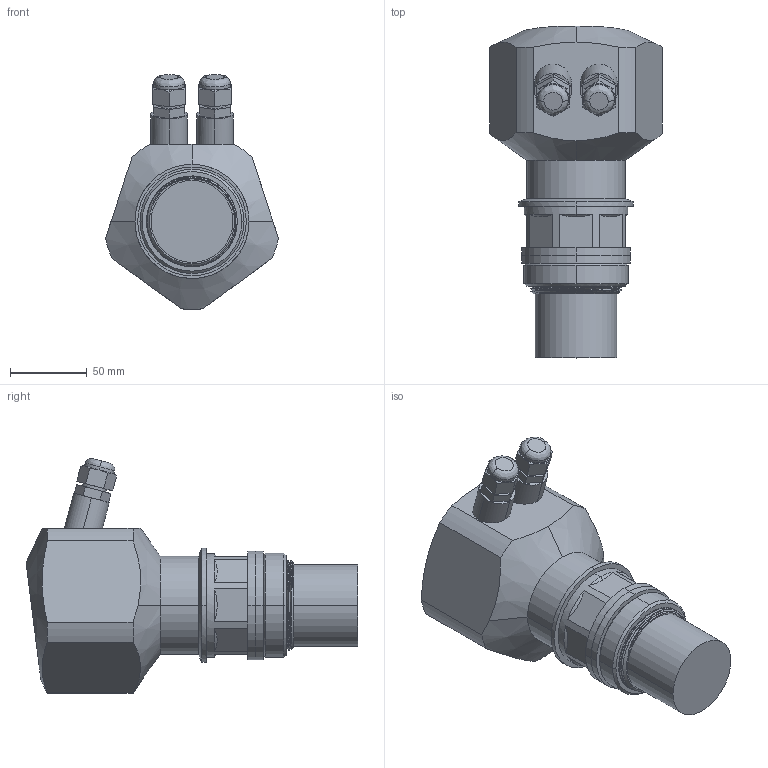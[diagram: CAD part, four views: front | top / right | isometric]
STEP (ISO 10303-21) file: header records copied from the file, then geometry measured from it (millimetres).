
FILE_DESCRIPTION (( 'STEP AP214' ), '1' );
FILE_NAME ('LLUSCS01-5201_3D.step', '2023-03-02T06:23:42', ( '' ), ( '' ), 'SwSTEP 2.0', 'SolidWorks 2022', '' );
FILE_SCHEMA (( 'AUTOMOTIVE_DESIGN' ));
Length unit declared in the file: inch
Products named in the file (6): Copy of 2^LLUSCS01-5201; LLUSCS01-5201_3D; Copy of FST700-CS01^LLUSCS01-5201; Copy of MF^LLUSCS01-5201; Copy of 2S^LLUSCS01-5201; Copy of 3^LLUSCS01-5201
Assembly tree (7 placements, depth 2):
  LLUSCS01-5201_3D
    Copy of 2^LLUSCS01-5201
    Copy of FST700-CS01^LLUSCS01-5201
    Copy of MF^LLUSCS01-5201  x2
    Copy of 2S^LLUSCS01-5201
    Copy of 3^LLUSCS01-5201  x2
Bounding box: 112.85 x 216.72 x 153.43 mm (x, y, z)
Volume: 1111305.9 mm3; surface area: 102704.9 mm2
Topology: 7 solids, 7 shells, 232 faces, 584 edges, 377 vertices
Faces by surface type: cylinder 97, plane 71, cone 39, bspline 25
Entity records: 18314 total; most frequent: CARTESIAN_POINT 13801, ORIENTED_EDGE 994, DIRECTION 707, EDGE_CURVE 497, VERTEX_POINT 322, AXIS2_PLACEMENT_3D 269, B_SPLINE_CURVE_WITH_KNOTS 229, EDGE_LOOP 205
